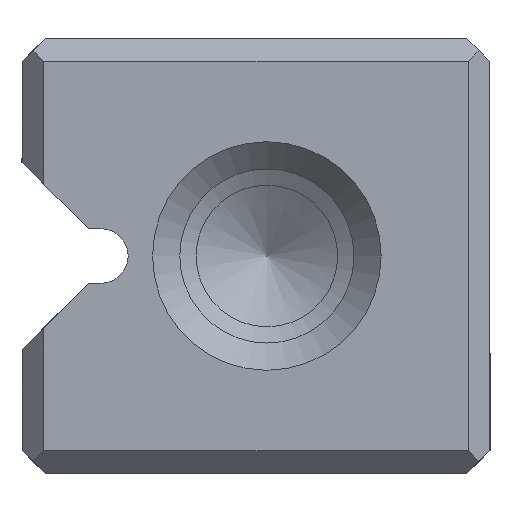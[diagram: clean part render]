
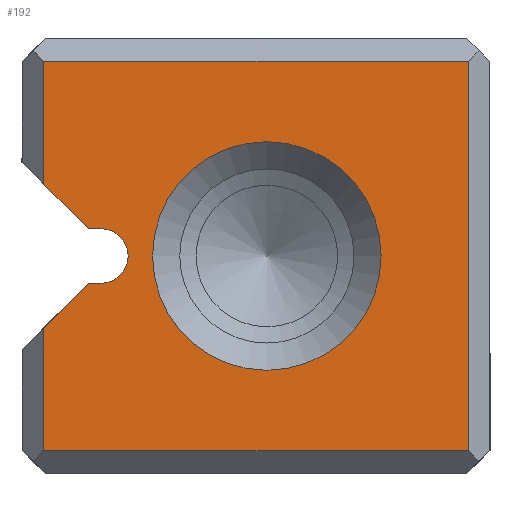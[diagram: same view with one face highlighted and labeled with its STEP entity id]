
A CAD part, left-side view. The second image highlights one B-rep face of the part: STEP entity #192.
In plain terms, the highlighted planar face has unit normal (-1, 0, 0).
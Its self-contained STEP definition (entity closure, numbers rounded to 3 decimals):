
#67=FACE_BOUND('',#306,.T.);
#68=FACE_BOUND('',#307,.T.);
#152=CIRCLE('',#1004,2.1);
#153=CIRCLE('',#1005,0.5);
#192=ADVANCED_FACE('',(#67,#68),#253,.T.);
#253=PLANE('',#1006);
#306=EDGE_LOOP('',(#426));
#307=EDGE_LOOP('',(#427,#428,#429,#430,#431,#432,#433,#434,#435,#436));
#426=ORIENTED_EDGE('',*,*,#750,.T.);
#427=ORIENTED_EDGE('',*,*,#751,.T.);
#428=ORIENTED_EDGE('',*,*,#752,.T.);
#429=ORIENTED_EDGE('',*,*,#753,.T.);
#430=ORIENTED_EDGE('',*,*,#754,.T.);
#431=ORIENTED_EDGE('',*,*,#755,.T.);
#432=ORIENTED_EDGE('',*,*,#756,.T.);
#433=ORIENTED_EDGE('',*,*,#757,.T.);
#434=ORIENTED_EDGE('',*,*,#758,.F.);
#435=ORIENTED_EDGE('',*,*,#759,.F.);
#436=ORIENTED_EDGE('',*,*,#760,.T.);
#655=VERTEX_POINT('',#1426);
#656=VERTEX_POINT('',#1428);
#657=VERTEX_POINT('',#1429);
#658=VERTEX_POINT('',#1431);
#659=VERTEX_POINT('',#1433);
#660=VERTEX_POINT('',#1435);
#661=VERTEX_POINT('',#1437);
#662=VERTEX_POINT('',#1439);
#663=VERTEX_POINT('',#1441);
#664=VERTEX_POINT('',#1443);
#665=VERTEX_POINT('',#1445);
#750=EDGE_CURVE('',#655,#655,#152,.T.);
#751=EDGE_CURVE('',#656,#657,#862,.T.);
#752=EDGE_CURVE('',#657,#658,#863,.T.);
#753=EDGE_CURVE('',#658,#659,#864,.T.);
#754=EDGE_CURVE('',#659,#660,#865,.T.);
#755=EDGE_CURVE('',#660,#661,#866,.T.);
#756=EDGE_CURVE('',#661,#662,#867,.T.);
#757=EDGE_CURVE('',#662,#663,#153,.T.);
#758=EDGE_CURVE('',#664,#663,#868,.T.);
#759=EDGE_CURVE('',#665,#664,#869,.T.);
#760=EDGE_CURVE('',#665,#656,#870,.T.);
#862=LINE('',#1427,#937);
#863=LINE('',#1430,#938);
#864=LINE('',#1432,#939);
#865=LINE('',#1434,#940);
#866=LINE('',#1436,#941);
#867=LINE('',#1438,#942);
#868=LINE('',#1442,#943);
#869=LINE('',#1444,#944);
#870=LINE('',#1446,#945);
#937=VECTOR('',#1136,1.);
#938=VECTOR('',#1137,1.);
#939=VECTOR('',#1138,1.);
#940=VECTOR('',#1139,1.);
#941=VECTOR('',#1140,1.);
#942=VECTOR('',#1141,1.);
#943=VECTOR('',#1144,1.);
#944=VECTOR('',#1145,1.);
#945=VECTOR('',#1146,1.);
#1004=AXIS2_PLACEMENT_3D('',#1425,#1134,#1135);
#1005=AXIS2_PLACEMENT_3D('',#1440,#1142,#1143);
#1006=AXIS2_PLACEMENT_3D('',#1447,#1147,#1148);
#1134=DIRECTION('',(1.,0.,0.));
#1135=DIRECTION('',(0.,0.,-1.));
#1136=DIRECTION('',(0.,-1.,0.));
#1137=DIRECTION('',(0.,0.,1.));
#1138=DIRECTION('',(0.,1.,0.));
#1139=DIRECTION('',(0.,0.,-1.));
#1140=DIRECTION('',(0.,-0.707,-0.707));
#1141=DIRECTION('',(0.,-1.,0.));
#1142=DIRECTION('',(1.,0.,0.));
#1143=DIRECTION('',(0.,0.,1.));
#1144=DIRECTION('',(0.,-1.,0.));
#1145=DIRECTION('',(0.,-0.707,0.707));
#1146=DIRECTION('',(0.,0.,-1.));
#1147=DIRECTION('',(-1.,0.,0.));
#1148=DIRECTION('',(0.,0.,1.));
#1425=CARTESIAN_POINT('',(0.,4.1,4.));
#1426=CARTESIAN_POINT('',(0.,4.1,1.9));
#1427=CARTESIAN_POINT('',(0.,4.3,0.425));
#1428=CARTESIAN_POINT('',(0.,8.2,0.425));
#1429=CARTESIAN_POINT('',(0.,0.4,0.425));
#1430=CARTESIAN_POINT('',(0.,0.4,0.));
#1431=CARTESIAN_POINT('',(0.,0.4,7.575));
#1432=CARTESIAN_POINT('',(0.,4.3,7.575));
#1433=CARTESIAN_POINT('',(0.,8.2,7.575));
#1434=CARTESIAN_POINT('',(0.,8.2,0.));
#1435=CARTESIAN_POINT('',(0.,8.2,5.321));
#1436=CARTESIAN_POINT('',(0.,8.6,5.721));
#1437=CARTESIAN_POINT('',(0.,7.379,4.5));
#1438=CARTESIAN_POINT('',(0.,6.65,4.5));
#1439=CARTESIAN_POINT('',(0.,7.15,4.5));
#1440=CARTESIAN_POINT('',(0.,7.15,4.));
#1441=CARTESIAN_POINT('',(0.,7.15,3.5));
#1442=CARTESIAN_POINT('',(0.,6.65,3.5));
#1443=CARTESIAN_POINT('',(0.,7.379,3.5));
#1444=CARTESIAN_POINT('',(0.,8.6,2.279));
#1445=CARTESIAN_POINT('',(0.,8.2,2.679));
#1446=CARTESIAN_POINT('',(0.,8.2,0.));
#1447=CARTESIAN_POINT('',(0.,4.3,0.));
